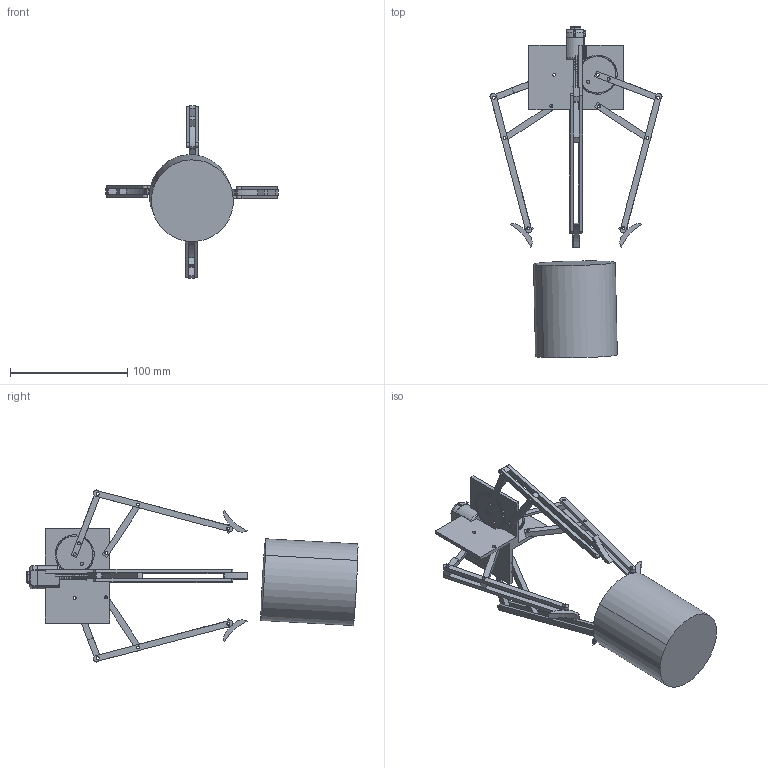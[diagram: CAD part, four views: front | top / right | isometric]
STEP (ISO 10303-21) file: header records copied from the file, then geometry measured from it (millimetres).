
FILE_DESCRIPTION (( 'STEP AP214' ), '1' );
FILE_NAME ('Assemblage3 pincev3.STEP', '2025-03-20T11:24:57', ( '' ), ( '' ), 'SwSTEP 2.0', 'SolidWorks 2024', '' );
FILE_SCHEMA (( 'AUTOMOTIVE_DESIGN' ));
Length unit declared in the file: millimetre
Products named in the file (10): DCmotor; Pièce1 pincev3; Pièce3 pincev3; gear; Assemblage3 pincev3; Pièce1 test; Pièce5 pincev3; Pièce4 pincev3; Pièce2 pincev3; Worm Gear
Assembly tree (28 placements, depth 2):
  Assemblage3 pincev3
    Pièce1 pincev3
    Pièce2 pincev3  x4
    Pièce3 pincev3  x8
    Pièce4 pincev3  x4
    Pièce1 test
    Pièce5 pincev3  x4
    gear  x4
    DCmotor
    Worm Gear
Bounding box: 147.06 x 283.71 x 147.06 mm (x, y, z)
Volume: 369645.3 mm3; surface area: 82496.1 mm2
Topology: 28 solids, 28 shells, 2733 faces, 7978 edges, 5308 vertices
Faces by surface type: cylinder 1973, plane 702, bspline 41, torus 13, cone 4
Entity records: 30466 total; most frequent: CARTESIAN_POINT 7883, DIRECTION 4990, ORIENTED_EDGE 4646, EDGE_CURVE 2323, AXIS2_PLACEMENT_3D 1921, VERTEX_POINT 1538, LINE 1148, VECTOR 1148
